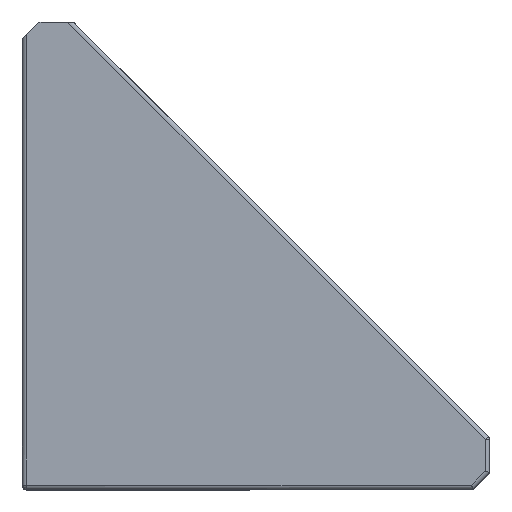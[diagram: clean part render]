
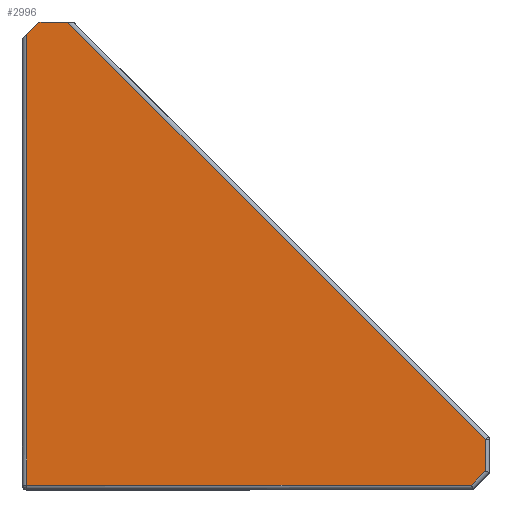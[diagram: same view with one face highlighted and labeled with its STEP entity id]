
A CAD part, top view. The second image highlights one B-rep face of the part: STEP entity #2996.
In plain terms, the highlighted planar face has unit normal (0, 0, 1).
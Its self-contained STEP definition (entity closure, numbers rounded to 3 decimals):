
#143=PLANE('',#3232);
#185=LINE('',#4234,#530);
#304=LINE('',#4663,#649);
#306=LINE('',#4674,#651);
#307=LINE('',#4679,#652);
#308=LINE('',#4683,#653);
#310=LINE('',#4688,#655);
#443=LINE('',#5124,#788);
#530=VECTOR('',#3288,10.);
#649=VECTOR('',#3459,10.);
#651=VECTOR('',#3475,10.);
#652=VECTOR('',#3482,10.);
#653=VECTOR('',#3487,10.);
#655=VECTOR('',#3495,10.);
#788=VECTOR('',#3816,10.);
#1031=FACE_OUTER_BOUND('',#1223,.T.);
#1223=EDGE_LOOP('',(#2708,#2709,#2710,#2711,#2712,#2713,#2714));
#1333=VERTEX_POINT('',#4231);
#1334=VERTEX_POINT('',#4233);
#1458=VERTEX_POINT('',#4662);
#1459=VERTEX_POINT('',#4667);
#1460=VERTEX_POINT('',#4672);
#1461=VERTEX_POINT('',#4678);
#1462=VERTEX_POINT('',#4682);
#1603=EDGE_CURVE('',#1333,#1334,#185,.T.);
#1743=EDGE_CURVE('',#1334,#1458,#304,.T.);
#1750=EDGE_CURVE('',#1459,#1460,#306,.T.);
#1752=EDGE_CURVE('',#1461,#1459,#307,.T.);
#1754=EDGE_CURVE('',#1462,#1461,#308,.T.);
#1758=EDGE_CURVE('',#1458,#1462,#310,.T.);
#1927=EDGE_CURVE('',#1460,#1333,#443,.T.);
#2708=ORIENTED_EDGE('',*,*,#1743,.F.);
#2709=ORIENTED_EDGE('',*,*,#1603,.F.);
#2710=ORIENTED_EDGE('',*,*,#1927,.F.);
#2711=ORIENTED_EDGE('',*,*,#1750,.F.);
#2712=ORIENTED_EDGE('',*,*,#1752,.F.);
#2713=ORIENTED_EDGE('',*,*,#1754,.F.);
#2714=ORIENTED_EDGE('',*,*,#1758,.F.);
#2996=ADVANCED_FACE('',(#1031),#143,.T.);
#3232=AXIS2_PLACEMENT_3D('',#5221,#3941,#3942);
#3288=DIRECTION('',(1.,0.,0.));
#3459=DIRECTION('',(0.707,-0.707,0.));
#3475=DIRECTION('',(0.,1.,0.));
#3482=DIRECTION('',(-1.,0.,0.));
#3487=DIRECTION('',(-0.707,-0.707,0.));
#3495=DIRECTION('',(0.,-1.,0.));
#3816=DIRECTION('',(0.707,0.707,0.));
#3941=DIRECTION('center_axis',(0.,0.,1.));
#3942=DIRECTION('ref_axis',(1.,0.,0.));
#4231=CARTESIAN_POINT('',(2.,56.5,58.));
#4233=CARTESIAN_POINT('',(5.493,56.5,58.));
#4234=CARTESIAN_POINT('',(0.,56.5,58.));
#4662=CARTESIAN_POINT('',(56.,5.993,58.));
#4663=CARTESIAN_POINT('',(18.421,43.571,58.));
#4667=CARTESIAN_POINT('',(0.5,0.5,58.));
#4672=CARTESIAN_POINT('',(0.5,55.,58.));
#4674=CARTESIAN_POINT('',(0.5,10.674,58.));
#4678=CARTESIAN_POINT('',(54.293,0.5,58.));
#4679=CARTESIAN_POINT('',(38.924,0.5,58.));
#4682=CARTESIAN_POINT('',(56.,2.207,58.));
#4683=CARTESIAN_POINT('',(51.696,-2.097,58.));
#4688=CARTESIAN_POINT('',(56.,13.774,58.));
#5124=CARTESIAN_POINT('',(-2.451,52.049,58.));
#5221=CARTESIAN_POINT('Origin',(21.348,21.348,58.));
